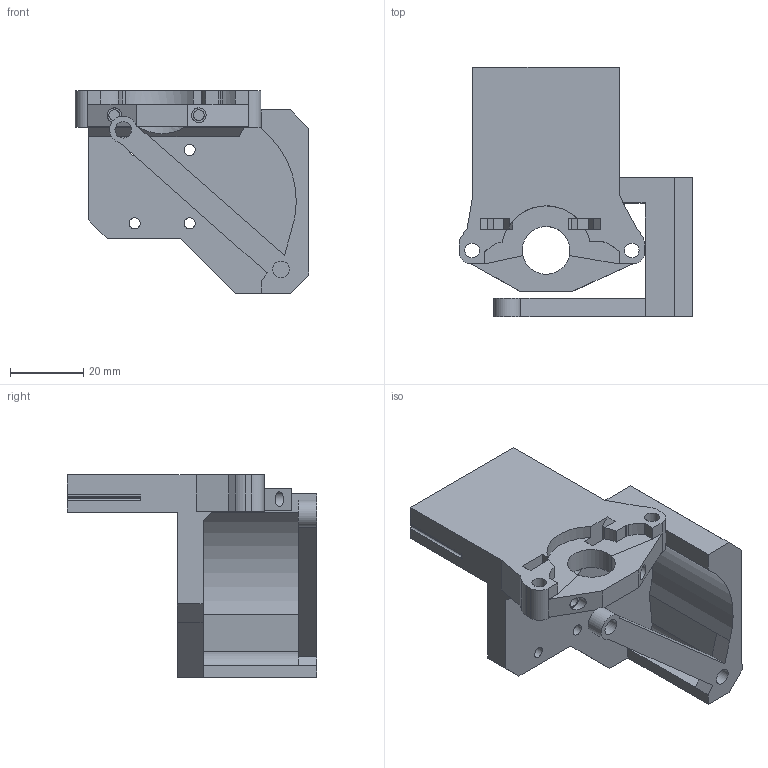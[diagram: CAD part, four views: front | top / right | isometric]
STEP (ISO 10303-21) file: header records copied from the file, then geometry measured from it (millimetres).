
FILE_DESCRIPTION(/* description */ (''),/* implementation_level */ '2;1');
FILE_NAME(/* name */ 'Extruder Mount.step',/* time_stamp */ '2025-03-30T17:15:40-04:00',/* author */ (''),/* organization */ (''),/* preprocessor_version */ 'ST-DEVELOPER v20.1',/* originating_system */ 'Autodesk Translation Framework v14.4.0.0',/* authorisation */ '');
FILE_SCHEMA (('AUTOMOTIVE_DESIGN { 1 0 10303 214 3 1 1 }'));
Length unit declared in the file: millimetre
Products named in the file (2): Extruder Mount OG; Component1
Assembly tree (1 placements, depth 2):
  Extruder Mount OG
    Component1
Bounding box: 63.7 x 67.97 x 55.25 mm (x, y, z)
Volume: 47356.8 mm3; surface area: 21149.3 mm2
Topology: 2 solids, 2 shells, 262 faces, 759 edges, 502 vertices
Faces by surface type: plane 150, cylinder 104, bspline 8
Full cylindrical faces by diameter (mm): 3 x4, 3.029 x4, 4 x4, 4.5 x2
Entity records: 10302 total; most frequent: CARTESIAN_POINT 3142, ORIENTED_EDGE 1518, DIRECTION 1468, EDGE_CURVE 759, LINE 532, VECTOR 532, VERTEX_POINT 502, AXIS2_PLACEMENT_3D 468
